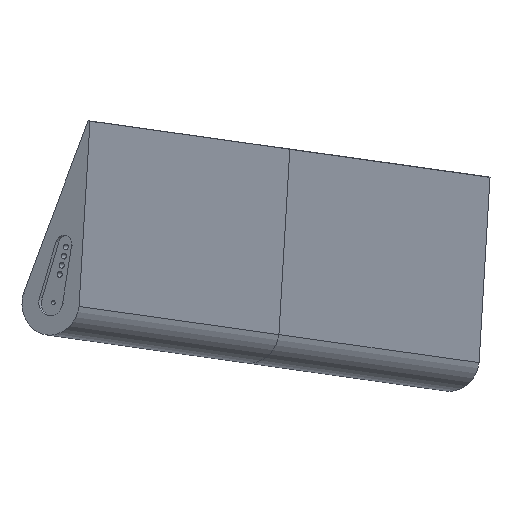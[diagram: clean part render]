
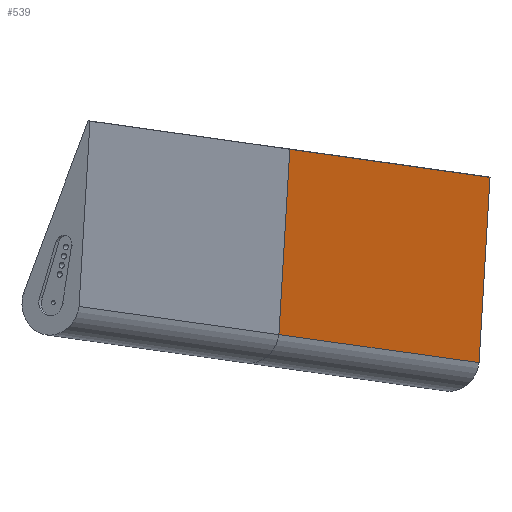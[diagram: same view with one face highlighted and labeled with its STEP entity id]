
A CAD part, top view. The second image highlights one B-rep face of the part: STEP entity #539.
In plain terms, the highlighted planar face has unit normal (0.872, -0.03, 0.489).
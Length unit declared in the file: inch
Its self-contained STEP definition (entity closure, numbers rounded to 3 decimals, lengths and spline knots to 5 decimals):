
#90=PLANE('',#616);
#125=FACE_OUTER_BOUND('',#170,.T.);
#170=EDGE_LOOP('',(#495,#496,#497,#498));
#200=LINE('',#1263,#236);
#202=LINE('',#1272,#238);
#207=LINE('',#1283,#243);
#208=LINE('',#1285,#244);
#236=VECTOR('',#737,0.3937);
#238=VECTOR('',#747,0.3937);
#243=VECTOR('',#758,0.3937);
#244=VECTOR('',#761,0.3937);
#284=VERTEX_POINT('',#1256);
#287=VERTEX_POINT('',#1261);
#290=VERTEX_POINT('',#1271);
#293=VERTEX_POINT('',#1281);
#352=EDGE_CURVE('',#287,#284,#200,.T.);
#356=EDGE_CURVE('',#290,#284,#202,.T.);
#362=EDGE_CURVE('',#293,#287,#207,.T.);
#363=EDGE_CURVE('',#290,#293,#208,.T.);
#495=ORIENTED_EDGE('',*,*,#352,.F.);
#496=ORIENTED_EDGE('',*,*,#362,.F.);
#497=ORIENTED_EDGE('',*,*,#363,.F.);
#498=ORIENTED_EDGE('',*,*,#356,.T.);
#539=ADVANCED_FACE('',(#125),#90,.F.);
#616=AXIS2_PLACEMENT_3D('',#1284,#759,#760);
#737=DIRECTION('',(0.059,0.997,-0.044));
#747=DIRECTION('',(-0.486,0.067,0.871));
#758=DIRECTION('',(-0.486,0.067,0.871));
#759=DIRECTION('center_axis',(-0.872,0.03,-0.489));
#760=DIRECTION('ref_axis',(-0.059,-0.997,0.044));
#761=DIRECTION('',(-0.059,-0.997,0.044));
#1256=CARTESIAN_POINT('',(44.80258,-0.99513,131.67015));
#1261=CARTESIAN_POINT('',(44.64624,-3.65492,131.78673));
#1263=CARTESIAN_POINT('',(44.92339,1.06015,131.58007));
#1271=CARTESIAN_POINT('',(47.67502,-1.38946,126.52538));
#1272=CARTESIAN_POINT('',(47.67502,-1.38946,126.52538));
#1281=CARTESIAN_POINT('',(47.51868,-4.04925,126.64196));
#1283=CARTESIAN_POINT('',(47.51868,-4.04925,126.64196));
#1284=CARTESIAN_POINT('Origin',(47.67502,-1.38946,126.52538));
#1285=CARTESIAN_POINT('',(47.67502,-1.38946,126.52538));
